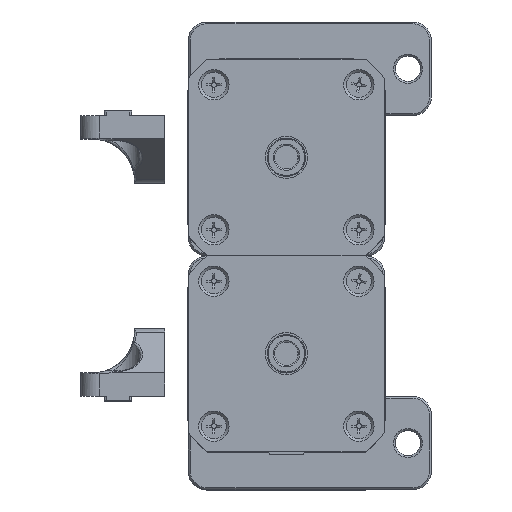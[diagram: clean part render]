
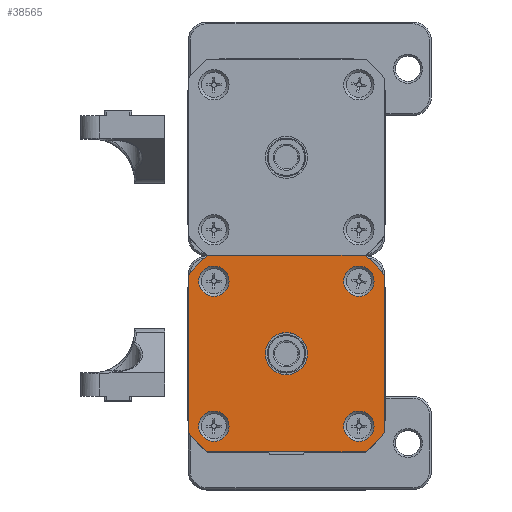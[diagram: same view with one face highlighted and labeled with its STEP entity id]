
A CAD part, top view. The second image highlights one B-rep face of the part: STEP entity #38565.
In plain terms, the highlighted planar face has unit normal (0, 0, 1).
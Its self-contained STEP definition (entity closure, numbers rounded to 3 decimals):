
#1232=FACE_BOUND('',#4529,.T.);
#1233=FACE_BOUND('',#4530,.T.);
#1234=FACE_BOUND('',#4531,.T.);
#1235=FACE_BOUND('',#4532,.T.);
#1236=FACE_BOUND('',#4533,.T.);
#1583=PLANE('',#41095);
#2664=FACE_OUTER_BOUND('',#4528,.T.);
#4528=EDGE_LOOP('',(#28568,#28569,#28570,#28571,#28572,#28573,#28574,#28575));
#4529=EDGE_LOOP('',(#28576));
#4530=EDGE_LOOP('',(#28577));
#4531=EDGE_LOOP('',(#28578));
#4532=EDGE_LOOP('',(#28579));
#4533=EDGE_LOOP('',(#28580));
#6542=LINE('',#60045,#10010);
#6566=LINE('',#60155,#10034);
#6571=LINE('',#60176,#10039);
#6608=LINE('',#60313,#10076);
#10010=VECTOR('',#47197,33.622);
#10034=VECTOR('',#47315,33.622);
#10039=VECTOR('',#47332,33.622);
#10076=VECTOR('',#47463,33.622);
#13443=CIRCLE('',#40994,26.9);
#13444=CIRCLE('',#40997,26.9);
#13445=CIRCLE('',#40999,3.25);
#13448=CIRCLE('',#41003,3.25);
#13450=CIRCLE('',#41006,3.25);
#13452=CIRCLE('',#41009,3.25);
#13453=CIRCLE('',#41011,4.5);
#13504=CIRCLE('',#41094,26.9);
#13505=CIRCLE('',#41096,26.9);
#16265=VERTEX_POINT('',#60038);
#16266=VERTEX_POINT('',#60040);
#16267=VERTEX_POINT('',#60044);
#16268=VERTEX_POINT('',#60048);
#16269=VERTEX_POINT('',#60052);
#16272=VERTEX_POINT('',#60060);
#16275=VERTEX_POINT('',#60067);
#16276=VERTEX_POINT('',#60072);
#16277=VERTEX_POINT('',#60076);
#16303=VERTEX_POINT('',#60153);
#16307=VERTEX_POINT('',#60175);
#16347=VERTEX_POINT('',#60308);
#16348=VERTEX_POINT('',#60312);
#20808=EDGE_CURVE('',#16265,#16266,#13443,.F.);
#20810=EDGE_CURVE('',#16266,#16267,#6542,.T.);
#20812=EDGE_CURVE('',#16267,#16268,#13444,.F.);
#20815=EDGE_CURVE('',#16269,#16269,#13445,.F.);
#20819=EDGE_CURVE('',#16272,#16272,#13448,.F.);
#20822=EDGE_CURVE('',#16275,#16275,#13450,.F.);
#20825=EDGE_CURVE('',#16276,#16276,#13452,.F.);
#20827=EDGE_CURVE('',#16277,#16277,#13453,.F.);
#20865=EDGE_CURVE('',#16303,#16265,#6566,.T.);
#20874=EDGE_CURVE('',#16268,#16307,#6571,.T.);
#20943=EDGE_CURVE('',#16347,#16303,#13504,.F.);
#20944=EDGE_CURVE('',#16347,#16348,#6608,.T.);
#20945=EDGE_CURVE('',#16348,#16307,#13505,.T.);
#28568=ORIENTED_EDGE('',*,*,#20944,.T.);
#28569=ORIENTED_EDGE('',*,*,#20945,.T.);
#28570=ORIENTED_EDGE('',*,*,#20874,.F.);
#28571=ORIENTED_EDGE('',*,*,#20812,.F.);
#28572=ORIENTED_EDGE('',*,*,#20810,.F.);
#28573=ORIENTED_EDGE('',*,*,#20808,.F.);
#28574=ORIENTED_EDGE('',*,*,#20865,.F.);
#28575=ORIENTED_EDGE('',*,*,#20943,.F.);
#28576=ORIENTED_EDGE('',*,*,#20827,.F.);
#28577=ORIENTED_EDGE('',*,*,#20825,.F.);
#28578=ORIENTED_EDGE('',*,*,#20822,.F.);
#28579=ORIENTED_EDGE('',*,*,#20819,.F.);
#28580=ORIENTED_EDGE('',*,*,#20815,.F.);
#38565=ADVANCED_FACE('',(#2664,#1232,#1233,#1234,#1235,#1236),#1583,.F.);
#40994=AXIS2_PLACEMENT_3D('',#60041,#47192,#47193);
#40997=AXIS2_PLACEMENT_3D('',#60049,#47201,#47202);
#40999=AXIS2_PLACEMENT_3D('',#60054,#47207,#47208);
#41003=AXIS2_PLACEMENT_3D('',#60062,#47216,#47217);
#41006=AXIS2_PLACEMENT_3D('',#60069,#47223,#47224);
#41009=AXIS2_PLACEMENT_3D('',#60074,#47230,#47231);
#41011=AXIS2_PLACEMENT_3D('',#60078,#47235,#47236);
#41094=AXIS2_PLACEMENT_3D('',#60310,#47459,#47460);
#41095=AXIS2_PLACEMENT_3D('',#60311,#47461,#47462);
#41096=AXIS2_PLACEMENT_3D('',#60314,#47464,#47465);
#47192=DIRECTION('center_axis',(0.,0.,
1.));
#47193=DIRECTION('ref_axis',(1.,0.,0.));
#47197=DIRECTION('',(1.,0.,0.));
#47201=DIRECTION('center_axis',(0.,0.,
1.));
#47202=DIRECTION('ref_axis',(1.,0.,0.));
#47207=DIRECTION('center_axis',(0.,0.,-1.));
#47208=DIRECTION('ref_axis',(-1.,0.,0.));
#47216=DIRECTION('center_axis',(0.,0.,-1.));
#47217=DIRECTION('ref_axis',(-1.,0.,0.));
#47223=DIRECTION('center_axis',(0.,0.,-1.));
#47224=DIRECTION('ref_axis',(-1.,0.,0.));
#47230=DIRECTION('center_axis',(0.,0.,-1.));
#47231=DIRECTION('ref_axis',(-1.,0.,0.));
#47235=DIRECTION('center_axis',(0.,0.,-1.));
#47236=DIRECTION('ref_axis',(-1.,0.,0.));
#47315=DIRECTION('',(0.,1.,0.));
#47332=DIRECTION('',(0.,-1.,0.));
#47459=DIRECTION('center_axis',(0.,0.,
1.));
#47460=DIRECTION('ref_axis',(1.,0.,0.));
#47461=DIRECTION('center_axis',(0.,0.,-1.));
#47462=DIRECTION('ref_axis',(-1.,0.,0.));
#47463=DIRECTION('',(1.,0.,0.));
#47464=DIRECTION('center_axis',(0.,0.,
1.));
#47465=DIRECTION('ref_axis',(1.,0.,0.));
#60038=CARTESIAN_POINT('',(-21.,16.811,28.44));
#60040=CARTESIAN_POINT('',(-16.811,21.,28.44));
#60041=CARTESIAN_POINT('Origin',(0.,0.,
28.44));
#60044=CARTESIAN_POINT('',(16.811,21.,28.44));
#60045=CARTESIAN_POINT('',(-16.811,21.,28.44));
#60048=CARTESIAN_POINT('',(21.,16.811,28.44));
#60049=CARTESIAN_POINT('Origin',(0.,0.,
28.44));
#60052=CARTESIAN_POINT('',(-12.25,15.5,28.44));
#60054=CARTESIAN_POINT('Origin',(-15.5,15.5,28.44));
#60060=CARTESIAN_POINT('',(-12.25,-15.5,28.44));
#60062=CARTESIAN_POINT('Origin',(-15.5,-15.5,28.44));
#60067=CARTESIAN_POINT('',(18.75,-15.5,28.44));
#60069=CARTESIAN_POINT('Origin',(15.5,-15.5,28.44));
#60072=CARTESIAN_POINT('',(18.75,15.5,28.44));
#60074=CARTESIAN_POINT('Origin',(15.5,15.5,28.44));
#60076=CARTESIAN_POINT('',(4.5,0.,28.44));
#60078=CARTESIAN_POINT('Origin',(0.,0.,28.44));
#60153=CARTESIAN_POINT('',(-21.,-16.811,28.44));
#60155=CARTESIAN_POINT('',(-21.,-16.811,28.44));
#60175=CARTESIAN_POINT('',(21.,-16.811,28.44));
#60176=CARTESIAN_POINT('',(21.,16.811,28.44));
#60308=CARTESIAN_POINT('',(-16.811,-21.,28.44));
#60310=CARTESIAN_POINT('Origin',(0.,0.,
28.44));
#60311=CARTESIAN_POINT('Origin',(21.001,21.001,28.44));
#60312=CARTESIAN_POINT('',(16.811,-21.,28.44));
#60313=CARTESIAN_POINT('',(-16.811,-21.,28.44));
#60314=CARTESIAN_POINT('Origin',(0.,0.,
28.44));
